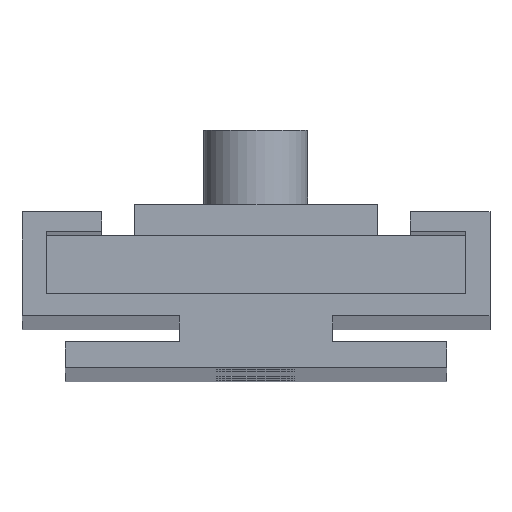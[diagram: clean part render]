
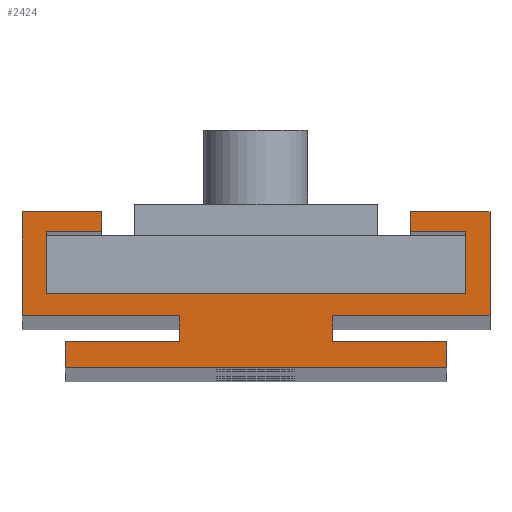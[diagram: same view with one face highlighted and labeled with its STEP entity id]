
A CAD part, top view. The second image highlights one B-rep face of the part: STEP entity #2424.
In plain terms, the highlighted planar face has unit normal (0, 0, 1).
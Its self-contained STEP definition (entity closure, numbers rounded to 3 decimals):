
#1866=CARTESIAN_POINT('',(-11.0,0.0,228.6));
#1867=VERTEX_POINT('',#1866);
#1868=CARTESIAN_POINT('',(-11.0,1.5,228.6));
#1869=VERTEX_POINT('',#1868);
#1870=CARTESIAN_POINT('',(-11.0,0.0,228.6));
#1871=DIRECTION('',(0.0,1.0,0.0));
#1872=VECTOR('',#1871,1.5);
#1873=LINE('',#1870,#1872);
#1874=EDGE_CURVE('',#1867,#1869,#1873,.T.);
#1897=CARTESIAN_POINT('',(-4.418,1.5,228.6));
#1898=VERTEX_POINT('',#1897);
#1899=CARTESIAN_POINT('',(-11.0,1.5,228.6));
#1900=DIRECTION('',(1.0,0.0,0.0));
#1901=VECTOR('',#1900,6.582);
#1902=LINE('',#1899,#1901);
#1903=EDGE_CURVE('',#1869,#1898,#1902,.T.);
#1921=CARTESIAN_POINT('',(-4.418,3.,228.6));
#1922=VERTEX_POINT('',#1921);
#1923=CARTESIAN_POINT('',(-4.418,1.5,228.6));
#1924=DIRECTION('',(0.0,1.0,0.0));
#1925=VECTOR('',#1924,1.5);
#1926=LINE('',#1923,#1925);
#1927=EDGE_CURVE('',#1898,#1922,#1926,.T.);
#1945=CARTESIAN_POINT('',(-13.5,3.,228.6));
#1946=VERTEX_POINT('',#1945);
#1947=CARTESIAN_POINT('',(-4.418,3.,228.6));
#1948=DIRECTION('',(-1.0,0.0,0.0));
#1949=VECTOR('',#1948,9.082);
#1950=LINE('',#1947,#1949);
#1951=EDGE_CURVE('',#1922,#1946,#1950,.T.);
#1969=CARTESIAN_POINT('',(-13.5,9.0,228.6));
#1970=VERTEX_POINT('',#1969);
#1971=CARTESIAN_POINT('',(-13.5,3.,228.6));
#1972=DIRECTION('',(0.0,1.0,0.0));
#1973=VECTOR('',#1972,6.);
#1974=LINE('',#1971,#1973);
#1975=EDGE_CURVE('',#1946,#1970,#1974,.T.);
#1993=CARTESIAN_POINT('',(-8.9,9.0,228.6));
#1994=VERTEX_POINT('',#1993);
#1995=CARTESIAN_POINT('',(-13.5,9.0,228.6));
#1996=DIRECTION('',(1.0,0.0,0.0));
#1997=VECTOR('',#1996,4.6);
#1998=LINE('',#1995,#1997);
#1999=EDGE_CURVE('',#1970,#1994,#1998,.T.);
#2017=CARTESIAN_POINT('',(-8.9,7.87,228.6));
#2018=VERTEX_POINT('',#2017);
#2019=CARTESIAN_POINT('',(-8.9,9.0,228.6));
#2020=DIRECTION('',(0.0,-1.0,0.0));
#2021=VECTOR('',#2020,1.13);
#2022=LINE('',#2019,#2021);
#2023=EDGE_CURVE('',#1994,#2018,#2022,.T.);
#2041=CARTESIAN_POINT('',(-12.1,7.87,228.6));
#2042=VERTEX_POINT('',#2041);
#2043=CARTESIAN_POINT('',(-8.9,7.87,228.6));
#2044=DIRECTION('',(-1.0,0.0,0.0));
#2045=VECTOR('',#2044,3.2);
#2046=LINE('',#2043,#2045);
#2047=EDGE_CURVE('',#2018,#2042,#2046,.T.);
#2065=CARTESIAN_POINT('',(-12.1,4.304,228.6));
#2066=VERTEX_POINT('',#2065);
#2067=CARTESIAN_POINT('',(-12.1,7.87,228.6));
#2068=DIRECTION('',(0.0,-1.0,0.0));
#2069=VECTOR('',#2068,3.566);
#2070=LINE('',#2067,#2069);
#2071=EDGE_CURVE('',#2042,#2066,#2070,.T.);
#2089=CARTESIAN_POINT('',(12.1,4.304,228.6));
#2090=VERTEX_POINT('',#2089);
#2091=CARTESIAN_POINT('',(-12.1,4.304,228.6));
#2092=DIRECTION('',(1.0,0.0,0.0));
#2093=VECTOR('',#2092,24.2);
#2094=LINE('',#2091,#2093);
#2095=EDGE_CURVE('',#2066,#2090,#2094,.T.);
#2141=CARTESIAN_POINT('',(12.1,7.87,228.6));
#2142=VERTEX_POINT('',#2141);
#2143=CARTESIAN_POINT('',(12.1,4.304,228.6));
#2144=DIRECTION('',(0.0,1.0,0.0));
#2145=VECTOR('',#2144,3.566);
#2146=LINE('',#2143,#2145);
#2147=EDGE_CURVE('',#2090,#2142,#2146,.T.);
#2165=CARTESIAN_POINT('',(8.9,7.87,228.6));
#2166=VERTEX_POINT('',#2165);
#2167=CARTESIAN_POINT('',(12.1,7.87,228.6));
#2168=DIRECTION('',(-1.0,0.0,0.0));
#2169=VECTOR('',#2168,3.2);
#2170=LINE('',#2167,#2169);
#2171=EDGE_CURVE('',#2142,#2166,#2170,.T.);
#2189=CARTESIAN_POINT('',(8.9,9.0,228.6));
#2190=VERTEX_POINT('',#2189);
#2191=CARTESIAN_POINT('',(8.9,7.87,228.6));
#2192=DIRECTION('',(0.0,1.0,0.0));
#2193=VECTOR('',#2192,1.13);
#2194=LINE('',#2191,#2193);
#2195=EDGE_CURVE('',#2166,#2190,#2194,.T.);
#2213=CARTESIAN_POINT('',(13.5,9.0,228.6));
#2214=VERTEX_POINT('',#2213);
#2215=CARTESIAN_POINT('',(8.9,9.0,228.6));
#2216=DIRECTION('',(1.0,0.0,0.0));
#2217=VECTOR('',#2216,4.6);
#2218=LINE('',#2215,#2217);
#2219=EDGE_CURVE('',#2190,#2214,#2218,.T.);
#2237=CARTESIAN_POINT('',(13.5,3.,228.6));
#2238=VERTEX_POINT('',#2237);
#2239=CARTESIAN_POINT('',(13.5,9.0,228.6));
#2240=DIRECTION('',(0.0,-1.0,0.0));
#2241=VECTOR('',#2240,6.);
#2242=LINE('',#2239,#2241);
#2243=EDGE_CURVE('',#2214,#2238,#2242,.T.);
#2261=CARTESIAN_POINT('',(4.418,3.,228.6));
#2262=VERTEX_POINT('',#2261);
#2263=CARTESIAN_POINT('',(13.5,3.,228.6));
#2264=DIRECTION('',(-1.0,0.0,0.0));
#2265=VECTOR('',#2264,9.082);
#2266=LINE('',#2263,#2265);
#2267=EDGE_CURVE('',#2238,#2262,#2266,.T.);
#2285=CARTESIAN_POINT('',(4.418,1.5,228.6));
#2286=VERTEX_POINT('',#2285);
#2287=CARTESIAN_POINT('',(4.418,3.,228.6));
#2288=DIRECTION('',(0.0,-1.0,0.0));
#2289=VECTOR('',#2288,1.5);
#2290=LINE('',#2287,#2289);
#2291=EDGE_CURVE('',#2262,#2286,#2290,.T.);
#2309=CARTESIAN_POINT('',(11.0,1.5,228.6));
#2310=VERTEX_POINT('',#2309);
#2311=CARTESIAN_POINT('',(4.418,1.5,228.6));
#2312=DIRECTION('',(1.0,0.0,0.0));
#2313=VECTOR('',#2312,6.582);
#2314=LINE('',#2311,#2313);
#2315=EDGE_CURVE('',#2286,#2310,#2314,.T.);
#2333=CARTESIAN_POINT('',(11.0,0.0,228.6));
#2334=VERTEX_POINT('',#2333);
#2335=CARTESIAN_POINT('',(11.0,1.5,228.6));
#2336=DIRECTION('',(0.0,-1.0,0.0));
#2337=VECTOR('',#2336,1.5);
#2338=LINE('',#2335,#2337);
#2339=EDGE_CURVE('',#2310,#2334,#2338,.T.);
#2357=CARTESIAN_POINT('',(11.0,0.0,228.6));
#2358=DIRECTION('',(-1.0,0.0,0.0));
#2359=VECTOR('',#2358,22.0);
#2360=LINE('',#2357,#2359);
#2361=EDGE_CURVE('',#2334,#1867,#2360,.T.);
#2397=CARTESIAN_POINT('',(0.,3.776,228.6));
#2398=DIRECTION('',(0.0,0.0,1.0));
#2399=DIRECTION('',(1.0,0.0,0.0));
#2400=AXIS2_PLACEMENT_3D('',#2397,#2398,#2399);
#2401=PLANE('',#2400);
#2402=ORIENTED_EDGE('',*,*,#1874,.F.);
#2403=ORIENTED_EDGE('',*,*,#2361,.F.);
#2404=ORIENTED_EDGE('',*,*,#2339,.F.);
#2405=ORIENTED_EDGE('',*,*,#2315,.F.);
#2406=ORIENTED_EDGE('',*,*,#2291,.F.);
#2407=ORIENTED_EDGE('',*,*,#2267,.F.);
#2408=ORIENTED_EDGE('',*,*,#2243,.F.);
#2409=ORIENTED_EDGE('',*,*,#2219,.F.);
#2410=ORIENTED_EDGE('',*,*,#2195,.F.);
#2411=ORIENTED_EDGE('',*,*,#2171,.F.);
#2412=ORIENTED_EDGE('',*,*,#2147,.F.);
#2413=ORIENTED_EDGE('',*,*,#2095,.F.);
#2414=ORIENTED_EDGE('',*,*,#2071,.F.);
#2415=ORIENTED_EDGE('',*,*,#2047,.F.);
#2416=ORIENTED_EDGE('',*,*,#2023,.F.);
#2417=ORIENTED_EDGE('',*,*,#1999,.F.);
#2418=ORIENTED_EDGE('',*,*,#1975,.F.);
#2419=ORIENTED_EDGE('',*,*,#1951,.F.);
#2420=ORIENTED_EDGE('',*,*,#1927,.F.);
#2421=ORIENTED_EDGE('',*,*,#1903,.F.);
#2422=EDGE_LOOP('',(#2402,#2403,#2404,#2405,#2406,#2407,#2408,#2409,#2410,#2411,#2412,#2413,#2414,#2415,#2416,#2417,#2418,#2419,#2420,#2421));
#2423=FACE_OUTER_BOUND('',#2422,.T.);
#2424=ADVANCED_FACE('',(#2423),#2401,.T.);
